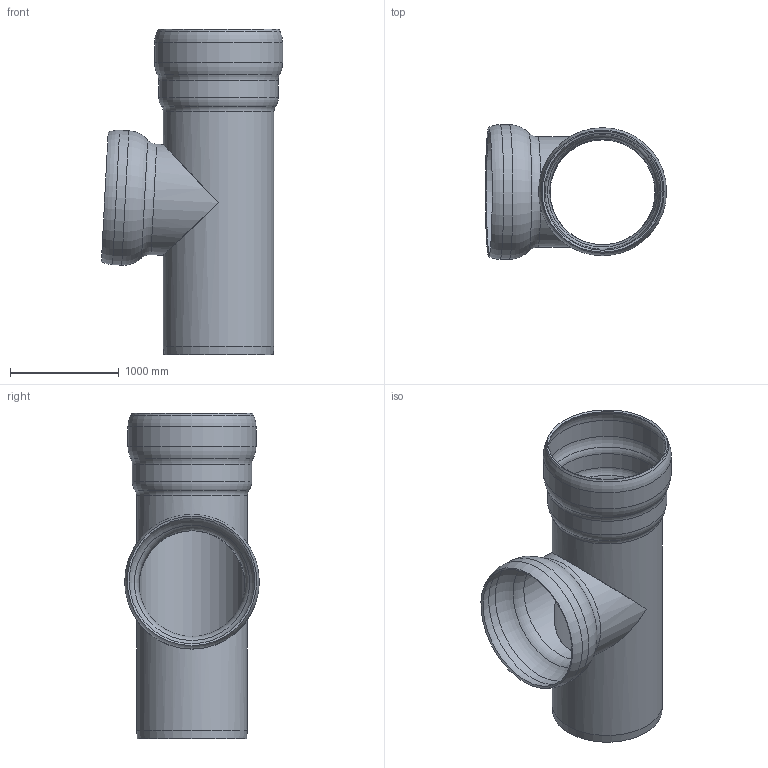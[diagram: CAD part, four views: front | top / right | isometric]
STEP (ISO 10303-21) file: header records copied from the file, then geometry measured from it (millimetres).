
FILE_DESCRIPTION(/* description */ (''),/* implementation_level */ '2;1');
FILE_NAME(/* name */ '02111.DD0X_3D.stp',/* time_stamp */ '2025-05-06T14:42:39+02:00',/* author */ ('N.Hausmann'),/* organization */ (''),/* preprocessor_version */ 'ST-DEVELOPER v20',/* originating_system */ 'AutoCAD Mechanical',/* authorisation */ '');
FILE_SCHEMA (('AUTOMOTIVE_DESIGN { 1 0 10303 214 3 1 1 }'));
Length unit declared in the file: centimetre
Products named in the file (2): Product; *S2
Assembly tree (1 placements, depth 2):
  Product
    *S2
Bounding box: 1669.81 x 1240 x 3000 mm (x, y, z)
Volume: 227277602.9 mm3; surface area: 23110086.7 mm2
Topology: 2 solids, 2 shells, 37 faces, 105 edges, 66 vertices
Faces by surface type: torus 16, cylinder 10, cone 7, plane 4
Full cylindrical faces by diameter (mm): 980 x2, 1020 x2, 1060 x1, 1100 x1, 1140 x1, 1180 x1, 1200 x1, 1240 x1
Entity records: 1299 total; most frequent: DIRECTION 267, CARTESIAN_POINT 211, ORIENTED_EDGE 210, AXIS2_PLACEMENT_3D 122, EDGE_CURVE 105, CIRCLE 68, VERTEX_POINT 66, FACE_OUTER_BOUND 37
